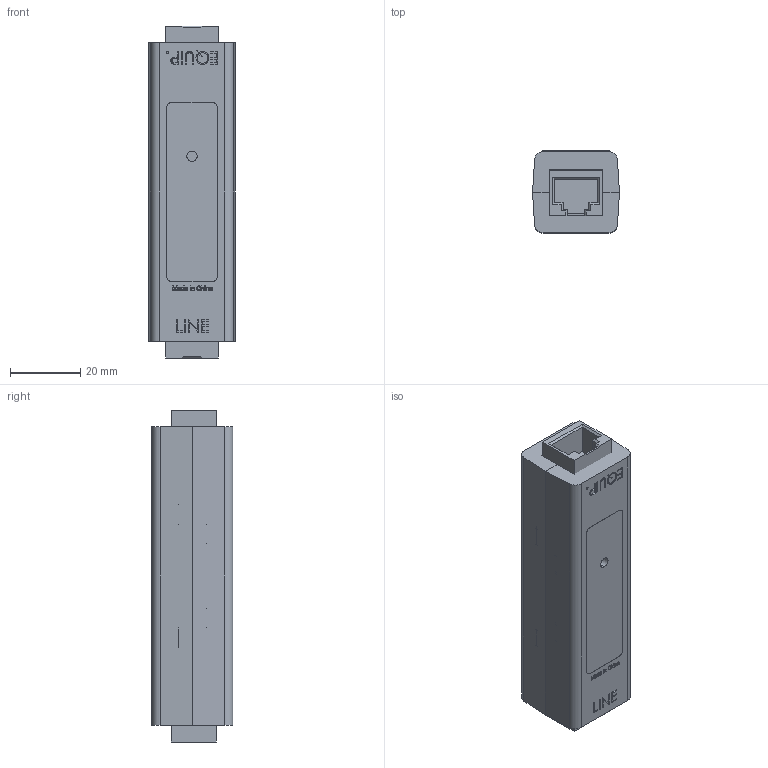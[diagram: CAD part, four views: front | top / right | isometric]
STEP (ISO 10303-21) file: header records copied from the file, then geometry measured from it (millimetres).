
FILE_DESCRIPTION (( 'STEP AP214' ), '1' );
FILE_NAME ('1101-828-1-E.STEP', '2019-01-17T17:30:32', ( '' ), ( '' ), 'SwSTEP 2.0', 'SolidWorks 2018', '' );
FILE_SCHEMA (( 'AUTOMOTIVE_DESIGN' ));
Length unit declared in the file: inch
Products named in the file (18): 2200-434; 1101-828-1-C^1101-828-1; 8050-473^1101-828-1; 2003-2398; 5320-003; 2003-2472-4; 2250-812; 2500-286; 1101-828-1-E
Assembly tree (8 placements, depth 3):
  2200-434
  1101-828-1-C^1101-828-1
  8050-473^1101-828-1
  2003-2398
  5320-003
Bounding box: 24.65 x 23.27 x 94.23 mm (x, y, z)
Volume: 21521.4 mm3; surface area: 26204.4 mm2
Topology: 15 solids, 15 shells, 2578 faces, 6825 edges, 4530 vertices
Faces by surface type: plane 1731, bspline 687, cylinder 148, cone 12
Entity records: 104074 total; most frequent: CARTESIAN_POINT 44791, ORIENTED_EDGE 11196, DIRECTION 7772, EDGE_CURVE 5598, VECTOR 4194, LINE 4194, VERTEX_POINT 3722, EDGE_LOOP 2408
